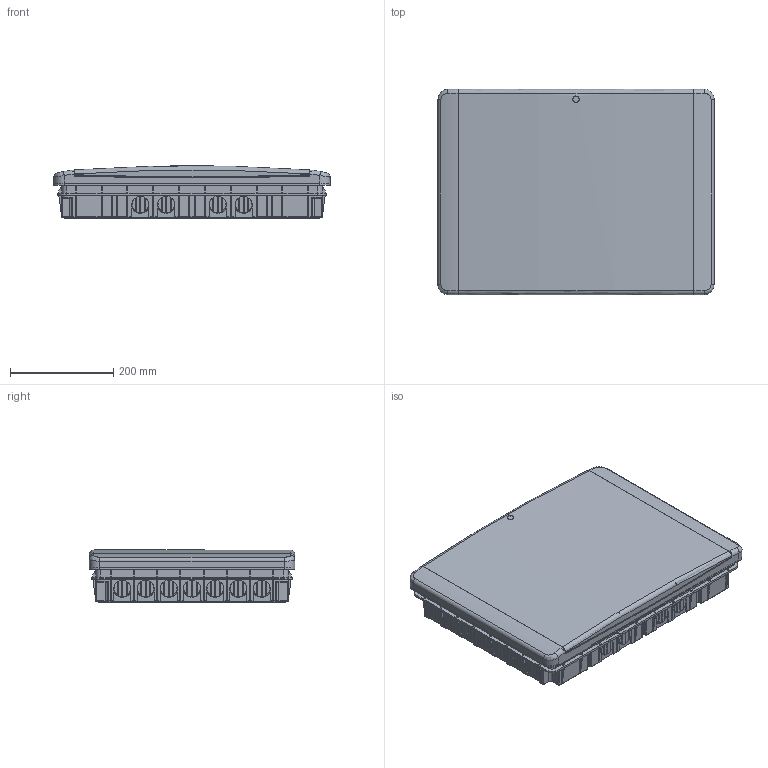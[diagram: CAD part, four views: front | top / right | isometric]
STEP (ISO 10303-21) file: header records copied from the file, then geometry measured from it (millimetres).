
FILE_DESCRIPTION (( 'STEP AP214' ), '1' );
FILE_NAME ('鍔膲 54 碫襝 捘.STEP', '2023-04-12T08:39:13', ( '' ), ( '' ), 'SwSTEP 2.0', 'SolidWorks 2021', '' );
FILE_SCHEMA (( 'AUTOMOTIVE_DESIGN' ));
Length unit declared in the file: millimetre
Products named in the file (10): 1Âñòàâêà; 1Êðûøêà 54; 1DIN-ðåéêà L=348; 1攜歑攡 54; 1Ñàìîðåç 4õ10; 1Âèíò 11õ27_¡¥§ à¨á®ª; 1扰鍙欙 碫襝 3 (18) 捘; 1扻豵鵨 54 碫襝; 鍔膲 54 碫襝 捘; Ïåðåìû÷êà IP40
Assembly tree (17 placements, depth 3):
  鍔膲 54 碫襝 捘
    1扻豵鵨 54 碫襝
    1攜歑攡 54
    1扰鍙欙 碫襝 3 (18) 捘
      1DIN-ðåéêà L=348  x3
      Ïåðåìû÷êà IP40  x4
    1Âèíò 11õ27_¡¥§ à¨á®ª  x4
    1Ñàìîðåç 4õ10
    1Êðûøêà 54
    1Âñòàâêà
Bounding box: 535 x 398 x 102.3 mm (x, y, z)
Volume: 1977648.6 mm3; surface area: 1761844.9 mm2
Topology: 16 solids, 16 shells, 6009 faces, 15923 edges, 10193 vertices
Faces by surface type: plane 3982, cylinder 1022, bspline 670, torus 172, cone 139, sphere 24
Entity records: 203058 total; most frequent: CARTESIAN_POINT 74785, ORIENTED_EDGE 28354, DIRECTION 23608, EDGE_CURVE 14177, VECTOR 9912, LINE 9912, VERTEX_POINT 9093, AXIS2_PLACEMENT_3D 6848
